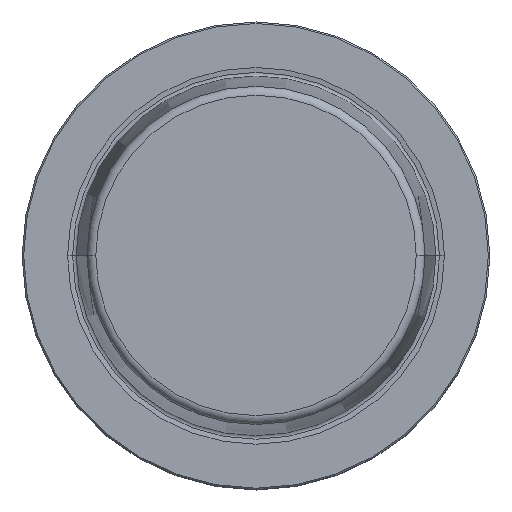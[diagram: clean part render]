
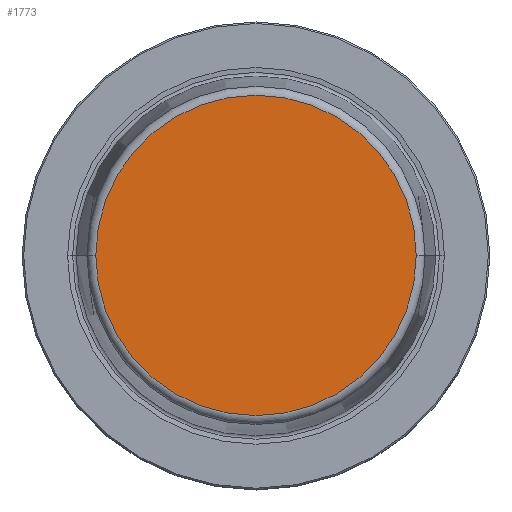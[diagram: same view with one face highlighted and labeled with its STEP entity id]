
A CAD part, top view. The second image highlights one B-rep face of the part: STEP entity #1773.
In plain terms, the highlighted planar face has unit normal (0, 0, 1).
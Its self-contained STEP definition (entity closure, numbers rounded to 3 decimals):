
#330=CARTESIAN_POINT('',(0.,0.,31.9));
#331=DIRECTION('',(0.,0.,1.));
#332=DIRECTION('',(1.,0.,0.));
#333=AXIS2_PLACEMENT_3D('',#330,#331,#332);
#338=CARTESIAN_POINT('',(0.,0.,31.9));
#339=DIRECTION('',(0.,0.,-1.));
#340=DIRECTION('',(1.,0.,0.));
#341=AXIS2_PLACEMENT_3D('',#338,#339,#340);
#1366=CARTESIAN_POINT('',(21.581,0.,31.9));
#1367=VERTEX_POINT('',#1366);
#1382=CARTESIAN_POINT('',(-21.581,0.,31.9));
#1383=VERTEX_POINT('',#1382);
#1764=CARTESIAN_POINT('',(0.,0.,31.9));
#1765=DIRECTION('',(0.,0.,-1.));
#1766=DIRECTION('',(-1.,0.,0.));
#1767=AXIS2_PLACEMENT_3D('',#1764,#1765,#1766);
#1768=PLANE('',#1767);
#1769=ORIENTED_EDGE('',*,*,#1757,.F.);
#1770=ORIENTED_EDGE('',*,*,#1746,.T.);
#1771=EDGE_LOOP('',(#1769,#1770));
#1772=FACE_OUTER_BOUND('',#1771,.F.);
#334=CIRCLE('',#333,21.581);
#342=CIRCLE('',#341,21.581);
#1746=EDGE_CURVE('',#1367,#1383,#342,.T.);
#1757=EDGE_CURVE('',#1367,#1383,#334,.T.);
#1773=ADVANCED_FACE('',(#1772),#1768,.F.);
